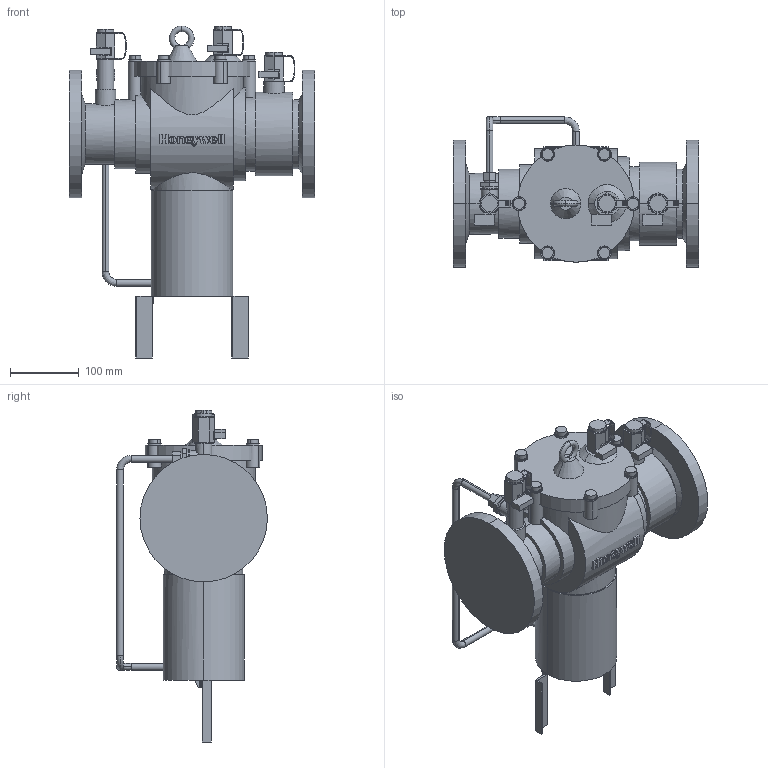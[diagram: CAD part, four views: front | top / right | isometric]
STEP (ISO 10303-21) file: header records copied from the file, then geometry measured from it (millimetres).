
FILE_DESCRIPTION(('no description'),'unknown implementation level');
FILE_NAME('VDI3805_BA300-65A_3D.stp',' ',('pit-cup GmbH'),('ccLab - KiM Gmbh - www.kimweb.de'),'unknown preprocess','ACIS','unknown authorization');
FILE_SCHEMA(('automotive_design'));
Length unit declared in the file: millimetre
Products named in the file (5): 1; 2; 3; 4; 5
Bounding box: 356 x 219 x 482 mm (x, y, z)
Volume: 8136932.9 mm3; surface area: 496453.7 mm2
Topology: 6 solids, 6 shells, 1129 faces, 3165 edges, 2081 vertices
Faces by surface type: plane 1003, cylinder 108, cone 8, bspline 6, torus 4
Entity records: 75097 total; most frequent: CARTESIAN_POINT 9919, STYLED_ITEM 6380, PRESENTATION_STYLE_ASSIGNMENT 6380, COLOUR_RGB 6380, ORIENTED_EDGE 6330, DIRECTION 6214, EDGE_CURVE 3165, CURVE_STYLE 3165
